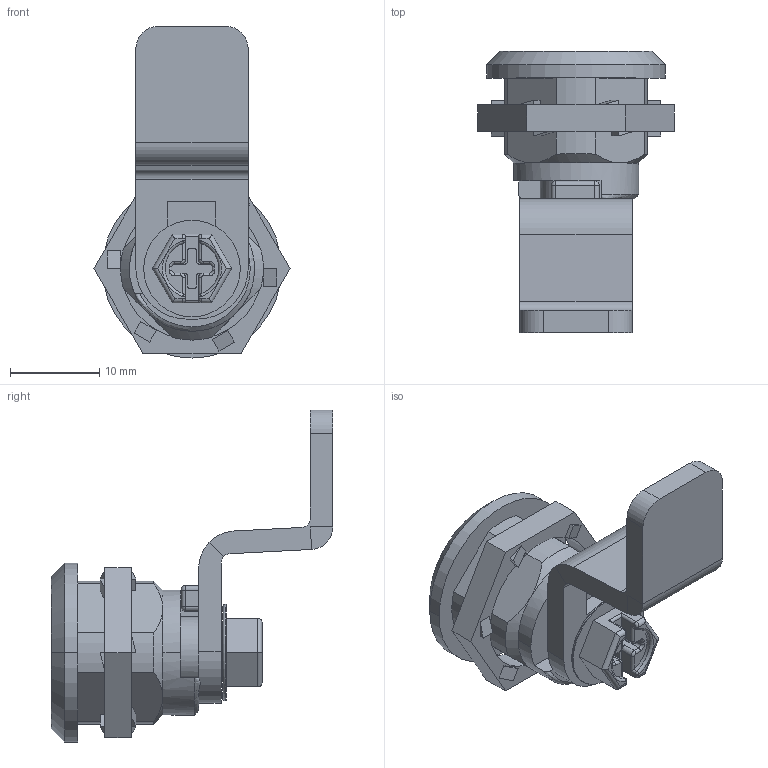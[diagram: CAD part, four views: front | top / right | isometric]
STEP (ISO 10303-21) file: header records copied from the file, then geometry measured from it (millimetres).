
FILE_DESCRIPTION (( 'STEP AP214' ), '1' );
FILE_NAME ('SCE-MINQK.STEP', '2022-07-22T14:07:04', ( '' ), ( '' ), 'SwSTEP 2.0', 'SolidWorks 2021', '' );
FILE_SCHEMA (( 'AUTOMOTIVE_DESIGN' ));
Length unit declared in the file: inch
Products named in the file (1): SCE-MINQK
Bounding box: 21.94 x 31.51 x 37.13 mm (x, y, z)
Volume: 4595.4 mm3; surface area: 5120.2 mm2
Topology: 5 solids, 5 shells, 276 faces, 672 edges, 419 vertices
Faces by surface type: plane 147, cylinder 91, torus 18, cone 10, sphere 8, bspline 2
Full cylindrical faces by diameter (mm): 15.854 x1
Entity records: 20381 total; most frequent: CARTESIAN_POINT 10187, DIRECTION 1383, ORIENTED_EDGE 1326, EDGE_CURVE 663, AXIS2_PLACEMENT_3D 480, VECTOR 423, LINE 423, VERTEX_POINT 419
